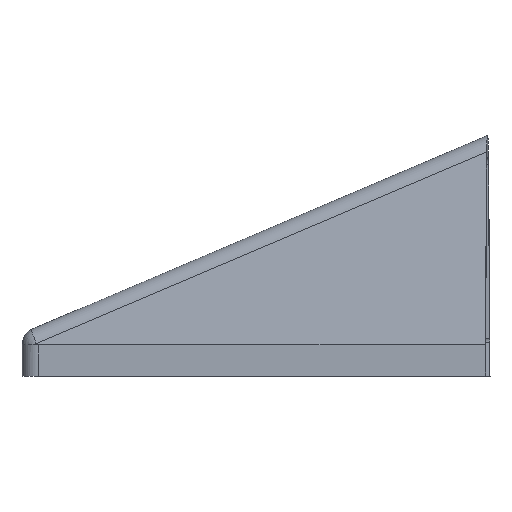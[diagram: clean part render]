
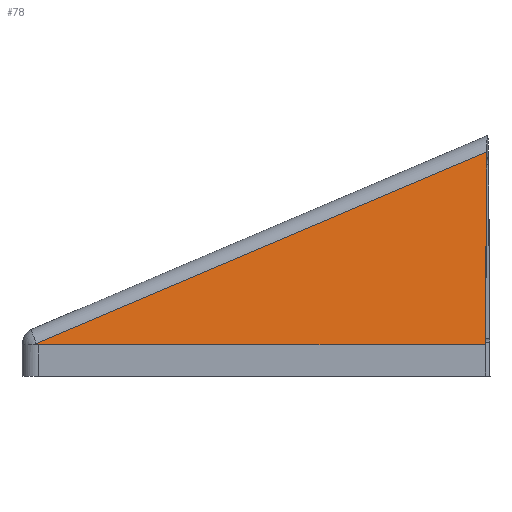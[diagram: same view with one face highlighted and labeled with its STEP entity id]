
A CAD part, top view. The second image highlights one B-rep face of the part: STEP entity #78.
In plain terms, the highlighted planar face has unit normal (-0.054, 0.128, 0.99).
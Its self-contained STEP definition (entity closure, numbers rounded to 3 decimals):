
#78 = ADVANCED_FACE( '', ( #187 ), #188, .F. );
#187 = FACE_OUTER_BOUND( '', #332, .T. );
#188 = PLANE( '', #333 );
#332 = EDGE_LOOP( '', ( #491, #492, #493, #494, #495 ) );
#333 = AXIS2_PLACEMENT_3D( '', #496, #497, #498 );
#491 = ORIENTED_EDGE( '', *, *, #824, .T. );
#492 = ORIENTED_EDGE( '', *, *, #825, .F. );
#493 = ORIENTED_EDGE( '', *, *, #826, .T. );
#494 = ORIENTED_EDGE( '', *, *, #805, .T. );
#495 = ORIENTED_EDGE( '', *, *, #827, .T. );
#496 = CARTESIAN_POINT( '', ( 481.511, 1264.152, 22.776 ) );
#497 = DIRECTION( '', ( 0.054, -0.128, -0.99 ) );
#498 = DIRECTION( '', ( 0., -0.992, 0.128 ) );
#805 = EDGE_CURVE( '', #938, #940, #942, .T. );
#824 = EDGE_CURVE( '', #972, #973, #974, .T. );
#825 = EDGE_CURVE( '', #944, #973, #975, .T. );
#826 = EDGE_CURVE( '', #944, #938, #976, .T. );
#827 = EDGE_CURVE( '', #940, #972, #977, .T. );
#938 = VERTEX_POINT( '', #1136 );
#940 = VERTEX_POINT( '', #1139 );
#942 = LINE( '', #1141, #1142 );
#944 = VERTEX_POINT( '', #1144 );
#972 = VERTEX_POINT( '', #1220 );
#973 = VERTEX_POINT( '', #1221 );
#974 = LINE( '', #1222, #1223 );
#975 = LINE( '', #1224, #1225 );
#976 = LINE( '', #1226, #1227 );
#977 = LINE( '', #1228, #1229 );
#1136 = CARTESIAN_POINT( '', ( -825.192, 708.437, 22.776 ) );
#1139 = CARTESIAN_POINT( '', ( -818.07, 708.442, 23.167 ) );
#1141 = CARTESIAN_POINT( '', ( -825.192, 708.437, 22.776 ) );
#1142 = VECTOR( '', #1436, 1000. );
#1144 = CARTESIAN_POINT( '', ( -820.816, 710.299, 22.776 ) );
#1220 = CARTESIAN_POINT( '', ( -219.317, 708.85, 56.047 ) );
#1221 = CARTESIAN_POINT( '', ( -217.665, 966.806, 22.776 ) );
#1222 = CARTESIAN_POINT( '', ( -215.765, 1263.676, -15.514 ) );
#1223 = VECTOR( '', #1466, 1000. );
#1224 = CARTESIAN_POINT( '', ( 481.511, 1264.152, 22.776 ) );
#1225 = VECTOR( '', #1467, 1000. );
#1226 = CARTESIAN_POINT( '', ( -165.744, 988.887, 22.776 ) );
#1227 = VECTOR( '', #1468, 1000. );
#1228 = CARTESIAN_POINT( '', ( -818.07, 708.442, 23.167 ) );
#1229 = VECTOR( '', #1469, 1000. );
#1436 = DIRECTION( '', ( 0.998, 0.001, 0.055 ) );
#1466 = DIRECTION( '', ( 0.006, 0.992, -0.128 ) );
#1467 = DIRECTION( '', ( 0.92, 0.391, 0. ) );
#1468 = DIRECTION( '', ( -0.92, -0.391, 0. ) );
#1469 = DIRECTION( '', ( 0.998, 0.001, 0.055 ) );
